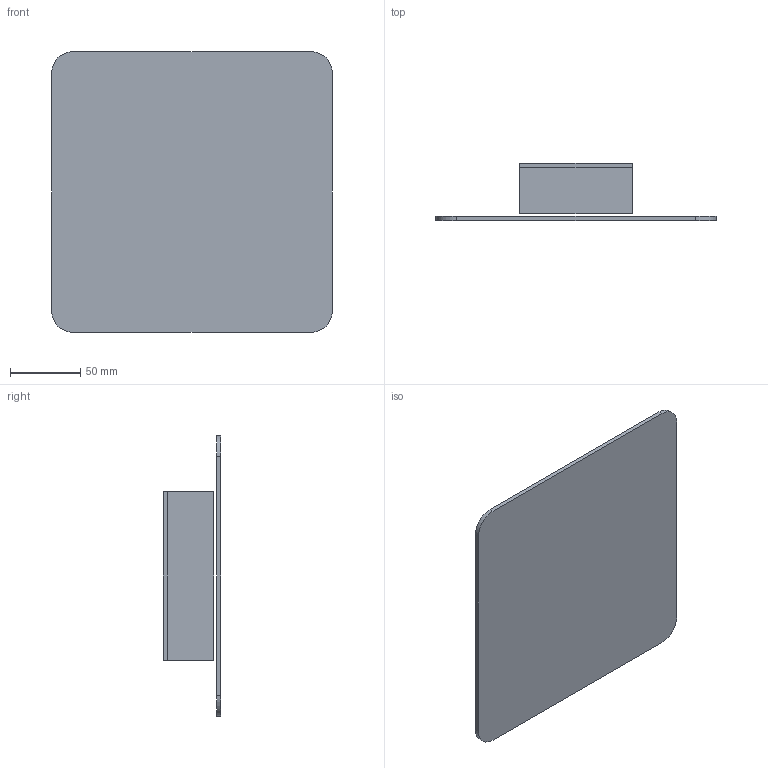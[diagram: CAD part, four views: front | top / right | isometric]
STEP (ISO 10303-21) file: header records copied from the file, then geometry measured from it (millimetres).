
FILE_DESCRIPTION(/* description */ (''),/* implementation_level */ '2;1');
FILE_NAME(/* name */ 'Housing v1 - Lid on back.step',/* time_stamp */ '2024-07-04T10:34:47+01:00',/* author */ (''),/* organization */ (''),/* preprocessor_version */ 'ST-DEVELOPER v20',/* originating_system */ 'Autodesk Translation Framework v12.20.1.177',/* authorisation */ '');
FILE_SCHEMA (('AUTOMOTIVE_DESIGN { 1 0 10303 214 3 1 1 }'));
Length unit declared in the file: millimetre
Products named in the file (1): Housing
Bounding box: 200 x 41 x 200 mm (x, y, z)
Volume: 221728.3 mm3; surface area: 146660.7 mm2
Topology: 3 solids, 3 shells, 41 faces, 102 edges, 68 vertices
Faces by surface type: plane 35, cylinder 6
Entity records: 1261 total; most frequent: CARTESIAN_POINT 212, ORIENTED_EDGE 204, DIRECTION 198, EDGE_CURVE 102, LINE 90, VECTOR 90, VERTEX_POINT 68, AXIS2_PLACEMENT_3D 54
